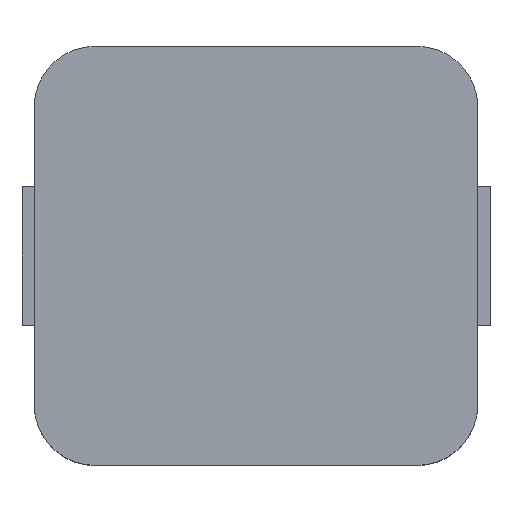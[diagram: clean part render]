
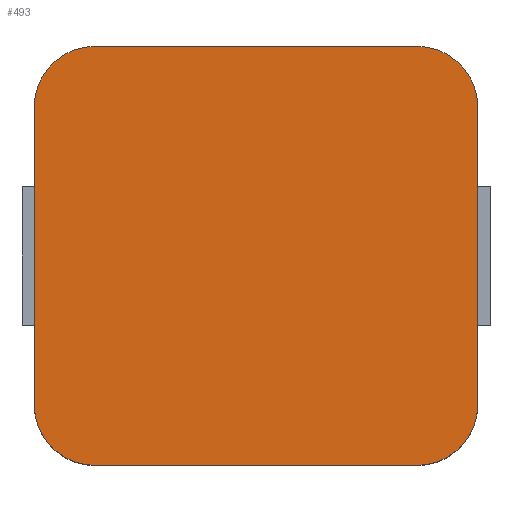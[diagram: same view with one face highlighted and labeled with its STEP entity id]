
A CAD part, top view. The second image highlights one B-rep face of the part: STEP entity #493.
In plain terms, the highlighted planar face has unit normal (0, 0, 1).
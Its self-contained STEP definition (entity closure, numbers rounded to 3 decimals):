
#41=PLANE($,#540);
#69=FACE_OUTER_BOUND($,#97,.T.);
#97=EDGE_LOOP($,(#452,#453,#454,#455,#456,#457,#458,#459));
#139=LINE($,#779,#193);
#143=LINE($,#791,#197);
#147=LINE($,#803,#201);
#151=LINE($,#813,#205);
#193=VECTOR($,#636,7.9);
#197=VECTOR($,#648,7.3);
#201=VECTOR($,#660,7.9);
#205=VECTOR($,#672,7.3);
#211=CIRCLE($,#525,1.5);
#213=CIRCLE($,#529,1.5);
#215=CIRCLE($,#533,1.5);
#217=CIRCLE($,#537,1.5);
#248=VERTEX_POINT($,#770);
#249=VERTEX_POINT($,#772);
#251=VERTEX_POINT($,#778);
#253=VERTEX_POINT($,#784);
#255=VERTEX_POINT($,#790);
#257=VERTEX_POINT($,#796);
#259=VERTEX_POINT($,#802);
#261=VERTEX_POINT($,#808);
#306=EDGE_CURVE($,#249,#248,#211,.T.);
#309=EDGE_CURVE($,#251,#249,#139,.T.);
#312=EDGE_CURVE($,#253,#251,#213,.T.);
#315=EDGE_CURVE($,#255,#253,#143,.T.);
#318=EDGE_CURVE($,#257,#255,#215,.T.);
#321=EDGE_CURVE($,#259,#257,#147,.T.);
#324=EDGE_CURVE($,#261,#259,#217,.T.);
#327=EDGE_CURVE($,#248,#261,#151,.T.);
#452=ORIENTED_EDGE($,*,*,#327,.T.);
#453=ORIENTED_EDGE($,*,*,#324,.T.);
#454=ORIENTED_EDGE($,*,*,#321,.T.);
#455=ORIENTED_EDGE($,*,*,#318,.T.);
#456=ORIENTED_EDGE($,*,*,#315,.T.);
#457=ORIENTED_EDGE($,*,*,#312,.T.);
#458=ORIENTED_EDGE($,*,*,#309,.T.);
#459=ORIENTED_EDGE($,*,*,#306,.T.);
#493=ADVANCED_FACE($,(#69),#41,.T.);
#525=AXIS2_PLACEMENT_3D($,#773,#630,#631);
#529=AXIS2_PLACEMENT_3D($,#785,#642,#643);
#533=AXIS2_PLACEMENT_3D($,#797,#654,#655);
#537=AXIS2_PLACEMENT_3D($,#809,#666,#667);
#540=AXIS2_PLACEMENT_3D($,#815,#675,#676);
#630=DIRECTION('center_axis',(0.,0.,1.));
#631=DIRECTION('ref_axis',(-1.,0.,0.));
#636=DIRECTION($,(-1.,0.,0.));
#642=DIRECTION('center_axis',(0.,0.,1.));
#643=DIRECTION('ref_axis',(0.,1.,0.));
#648=DIRECTION($,(0.,1.,0.));
#654=DIRECTION('center_axis',(0.,0.,1.));
#655=DIRECTION('ref_axis',(1.,0.,0.));
#660=DIRECTION($,(1.,0.,0.));
#666=DIRECTION('center_axis',(0.,0.,1.));
#667=DIRECTION('ref_axis',(0.,-1.,0.));
#672=DIRECTION($,(0.,-1.,0.));
#675=DIRECTION('center_axis',(0.,0.,1.));
#676=DIRECTION('ref_axis',(1.,0.,0.));
#770=CARTESIAN_POINT('',(-5.45,3.65,4.3));
#772=CARTESIAN_POINT('',(-3.95,5.15,4.3));
#773=CARTESIAN_POINT('Origin',(-3.95,3.65,4.3));
#778=CARTESIAN_POINT('',(3.95,5.15,4.3));
#779=CARTESIAN_POINT($,(-3.95,5.15,4.3));
#784=CARTESIAN_POINT('',(5.45,3.65,4.3));
#785=CARTESIAN_POINT('Origin',(3.95,3.65,4.3));
#790=CARTESIAN_POINT('',(5.45,-3.65,4.3));
#791=CARTESIAN_POINT($,(5.45,3.65,4.3));
#796=CARTESIAN_POINT('',(3.95,-5.15,4.3));
#797=CARTESIAN_POINT('Origin',(3.95,-3.65,4.3));
#802=CARTESIAN_POINT('',(-3.95,-5.15,4.3));
#803=CARTESIAN_POINT($,(3.95,-5.15,4.3));
#808=CARTESIAN_POINT('',(-5.45,-3.65,4.3));
#809=CARTESIAN_POINT('Origin',(-3.95,-3.65,4.3));
#813=CARTESIAN_POINT($,(-5.45,-3.65,4.3));
#815=CARTESIAN_POINT('Origin',(0.,0.,
4.3));
